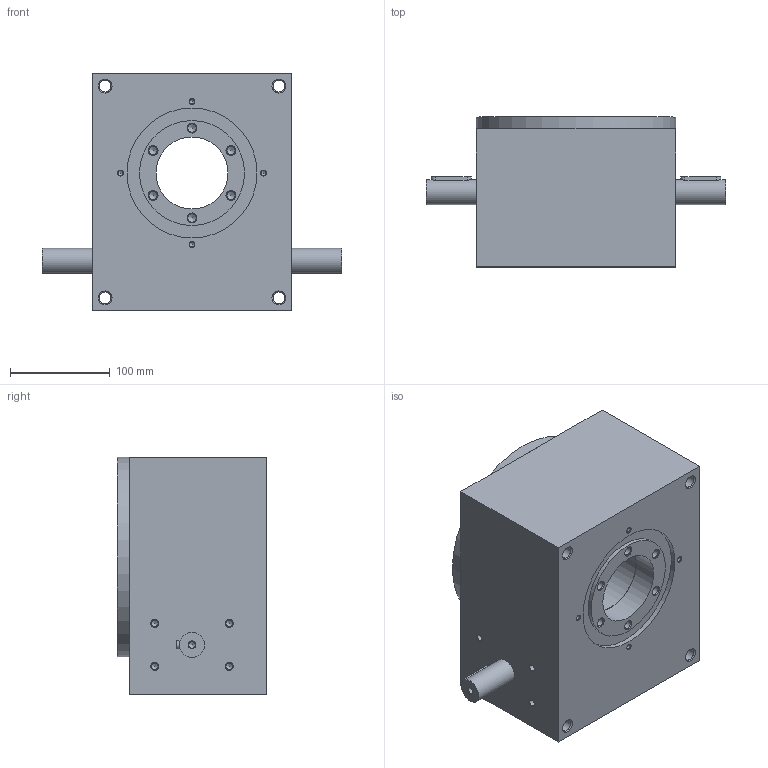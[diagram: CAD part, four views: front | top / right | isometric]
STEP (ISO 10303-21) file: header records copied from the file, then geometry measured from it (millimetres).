
FILE_DESCRIPTION( ( 'STEP AP214' ), ' ' );
FILE_NAME( 'K88_B_-_R.1_5_C.1_-_-_-_-_-_-_-_-.stp', '2017-09-28T15:37:42', ( '' ), ( '' ), ' ', 'PARTsolutions', ' ' );
FILE_SCHEMA( ( 'AUTOMOTIVE_DESIGN { 1 0 10303 214 1 1 1 1 }' ) );
Length unit declared in the file: millimetre
Products named in the file (3): K88_B_-_R.1/5_C.1_-_-_-_-_-_-_-_-; _88_11-case; _88-shaft
Assembly tree (3 placements, depth 2):
  K88_B_-_R.1/5_C.1_-_-_-_-_-_-_-_-
    _88_11-case
    _88-shaft  x2
Bounding box: 300 x 150 x 238 mm (x, y, z)
Volume: 6228790.7 mm3; surface area: 331762.9 mm2
Topology: 3 solids, 3 shells, 296 faces, 720 edges, 462 vertices
Faces by surface type: plane 146, cylinder 86, cone 64
Full cylindrical faces by diameter (mm): 4.917 x8, 6.647 x10, 8.376 x12, 11.835 x4, 12 x4, 21 x6, 25 x3, 72 x2, 73 x1, 105 x2, 130 x2, 200 x1
Entity records: 9915 total; most frequent: CARTESIAN_POINT 1329, DIRECTION 1313, ORIENTED_EDGE 1080, EDGE_CURVE 540, AXIS2_PLACEMENT_3D 486, EDGE_LOOP 443, VERTEX_POINT 434, LINE 341
